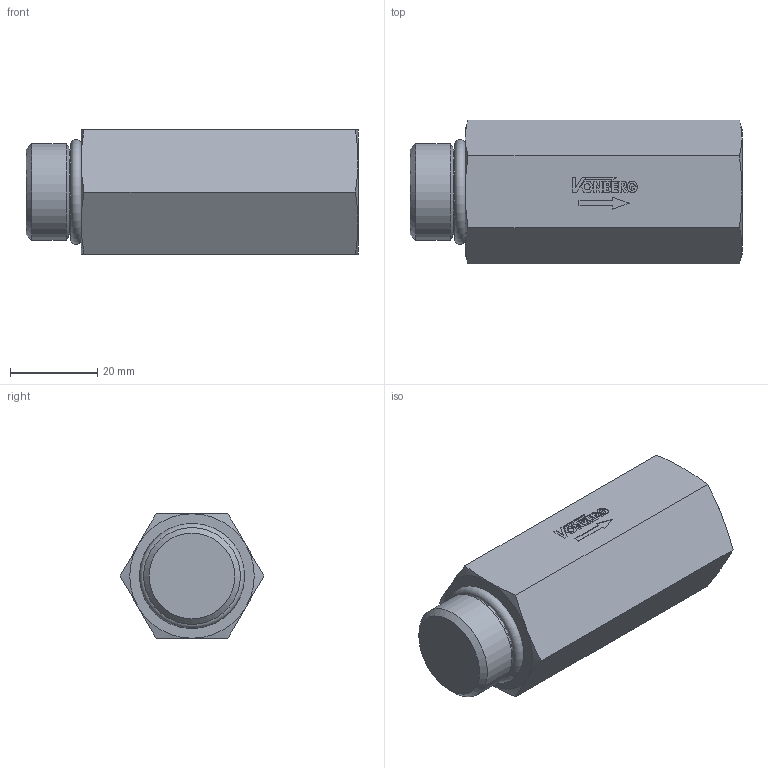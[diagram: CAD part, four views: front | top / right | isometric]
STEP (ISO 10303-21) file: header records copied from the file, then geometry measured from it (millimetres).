
FILE_DESCRIPTION((''),'2;1');
FILE_NAME('10312-810.stp','2015-01-02T14:55:32',('jml'),(''),'Autodesk Inventor 2010','Autodesk Inventor 2010','');
FILE_SCHEMA(('AUTOMOTIVE_DESIGN { 1 0 10303 214 1 1 1 1 }'));
Length unit declared in the file: inch
Products named in the file (3): 10312-810; 320098; 910 O-RING
Assembly tree (2 placements, depth 2):
  10312-810
    320098
    910 O-RING
Bounding box: 76.2 x 33 x 28.57 mm (x, y, z)
Volume: 42338.6 mm3; surface area: 10498.1 mm2
Topology: 2 solids, 2 shells, 130 faces, 319 edges, 207 vertices
Faces by surface type: plane 94, cylinder 18, cone 16, torus 2
Full cylindrical faces by diameter (mm): 1.392 x1, 19.685 x1, 20.269 x1, 22.225 x1
Entity records: 3818 total; most frequent: CARTESIAN_POINT 698, ORIENTED_EDGE 618, DIRECTION 610, EDGE_CURVE 309, VECTOR 230, LINE 230, VERTEX_POINT 206, AXIS2_PLACEMENT_3D 190
